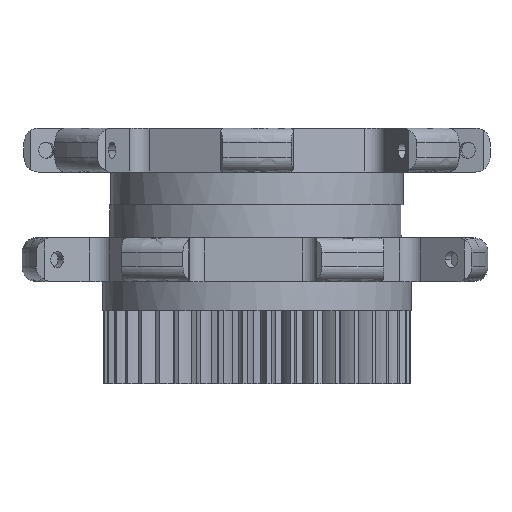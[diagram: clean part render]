
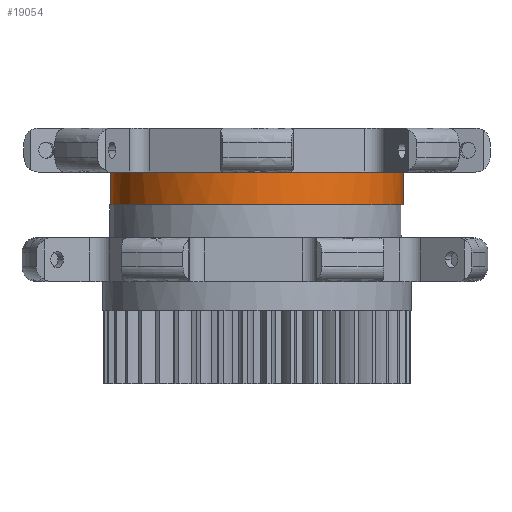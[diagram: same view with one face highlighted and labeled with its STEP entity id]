
A CAD part, front view. The second image highlights one B-rep face of the part: STEP entity #19054.
In plain terms, the highlighted cylindrical face has radius 20 mm (diameter 40 mm), a partial arc.
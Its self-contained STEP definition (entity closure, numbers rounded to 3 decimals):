
#276 = DIRECTION ( 'NONE',  ( 0., 0., 1. ) ) ;
#497 = LINE ( 'NONE', #2423, #8434 ) ;
#522 = ORIENTED_EDGE ( 'NONE', *, *, #10971, .T. ) ;
#797 = CARTESIAN_POINT ( 'NONE',  ( 0., 0., 0. ) ) ;
#1856 = ORIENTED_EDGE ( 'NONE', *, *, #5380, .T. ) ;
#2011 = FACE_OUTER_BOUND ( 'NONE', #6258, .T. ) ;
#2348 = CIRCLE ( 'NONE', #13613, 20. ) ;
#2423 = CARTESIAN_POINT ( 'NONE',  ( 20., 0., -4.5 ) ) ;
#2735 = EDGE_CURVE ( 'NONE', #12805, #11849, #11446, .T. ) ;
#3010 = ORIENTED_EDGE ( 'NONE', *, *, #6847, .F. ) ;
#3547 = CARTESIAN_POINT ( 'NONE',  ( -19.499, -4.45, 0. ) ) ;
#3810 = AXIS2_PLACEMENT_3D ( 'NONE', #12935, #21560, #19740 ) ;
#3834 = CARTESIAN_POINT ( 'NONE',  ( 0., 0., 0. ) ) ;
#3985 = AXIS2_PLACEMENT_3D ( 'NONE', #19507, #13952, #14071 ) ;
#4074 = DIRECTION ( 'NONE',  ( -1., 0., 0. ) ) ;
#4100 = ORIENTED_EDGE ( 'NONE', *, *, #2735, .T. ) ;
#4680 = AXIS2_PLACEMENT_3D ( 'NONE', #797, #7731, #6250 ) ;
#5102 = CARTESIAN_POINT ( 'NONE',  ( 0., 0., -4.5 ) ) ;
#5380 = EDGE_CURVE ( 'NONE', #9104, #9723, #14442, .T. ) ;
#6094 = ORIENTED_EDGE ( 'NONE', *, *, #10392, .F. ) ;
#6250 = DIRECTION ( 'NONE',  ( -1., 0., 0. ) ) ;
#6258 = EDGE_LOOP ( 'NONE', ( #6094, #3010, #17515, #1856, #10612, #4100, #7411, #522 ) ) ;
#6847 = EDGE_CURVE ( 'NONE', #11847, #8147, #10017, .T. ) ;
#7014 = EDGE_CURVE ( 'NONE', #11849, #20992, #2348, .T. ) ;
#7102 = LINE ( 'NONE', #15851, #15247 ) ;
#7411 = ORIENTED_EDGE ( 'NONE', *, *, #7014, .T. ) ;
#7429 = CARTESIAN_POINT ( 'NONE',  ( -8.678, -18.019, 0. ) ) ;
#7619 = CARTESIAN_POINT ( 'NONE',  ( 19.499, -4.45, 0. ) ) ;
#7731 = DIRECTION ( 'NONE',  ( 0., 0., -1. ) ) ;
#8056 = CARTESIAN_POINT ( 'NONE',  ( 0., 0., 0. ) ) ;
#8147 = VERTEX_POINT ( 'NONE', #15224 ) ;
#8434 = VECTOR ( 'NONE', #276, 1000. ) ;
#8986 = DIRECTION ( 'NONE',  ( 0., 0., -1. ) ) ;
#9104 = VERTEX_POINT ( 'NONE', #17327 ) ;
#9723 = VERTEX_POINT ( 'NONE', #7619 ) ;
#10017 = CIRCLE ( 'NONE', #15823, 20. ) ;
#10392 = EDGE_CURVE ( 'NONE', #8147, #12132, #7102, .T. ) ;
#10612 = ORIENTED_EDGE ( 'NONE', *, *, #17047, .T. ) ;
#10781 = DIRECTION ( 'NONE',  ( -1., 0., 0. ) ) ;
#10971 = EDGE_CURVE ( 'NONE', #20992, #12132, #13039, .T. ) ;
#11446 = CIRCLE ( 'NONE', #3810, 20. ) ;
#11780 = CARTESIAN_POINT ( 'NONE',  ( 8.678, -18.019, 0. ) ) ;
#11847 = VERTEX_POINT ( 'NONE', #14361 ) ;
#11849 = VERTEX_POINT ( 'NONE', #7429 ) ;
#11912 = EDGE_CURVE ( 'NONE', #11847, #9104, #497, .T. ) ;
#12132 = VERTEX_POINT ( 'NONE', #19003 ) ;
#12720 = CARTESIAN_POINT ( 'NONE',  ( 0., 0., 0. ) ) ;
#12805 = VERTEX_POINT ( 'NONE', #11780 ) ;
#12935 = CARTESIAN_POINT ( 'NONE',  ( 0., 0., 0. ) ) ;
#13039 = CIRCLE ( 'NONE', #4680, 20. ) ;
#13613 = AXIS2_PLACEMENT_3D ( 'NONE', #3834, #14627, #10781 ) ;
#13952 = DIRECTION ( 'NONE',  ( 0., 0., 1. ) ) ;
#14071 = DIRECTION ( 'NONE',  ( 1., 0., 0. ) ) ;
#14249 = DIRECTION ( 'NONE',  ( 0., 0., 1. ) ) ;
#14361 = CARTESIAN_POINT ( 'NONE',  ( 20., 0., -4.5 ) ) ;
#14442 = CIRCLE ( 'NONE', #15181, 20. ) ;
#14627 = DIRECTION ( 'NONE',  ( 0., 0., -1. ) ) ;
#14981 = DIRECTION ( 'NONE',  ( 0., 0., -1. ) ) ;
#15181 = AXIS2_PLACEMENT_3D ( 'NONE', #12720, #8986, #4074 ) ;
#15224 = CARTESIAN_POINT ( 'NONE',  ( -20., 0., -4.5 ) ) ;
#15247 = VECTOR ( 'NONE', #14249, 1000. ) ;
#15823 = AXIS2_PLACEMENT_3D ( 'NONE', #5102, #18964, #17155 ) ;
#15851 = CARTESIAN_POINT ( 'NONE',  ( -20., 0., -4.5 ) ) ;
#17047 = EDGE_CURVE ( 'NONE', #9723, #12805, #18179, .T. ) ;
#17113 = AXIS2_PLACEMENT_3D ( 'NONE', #8056, #14981, #21905 ) ;
#17155 = DIRECTION ( 'NONE',  ( -1., 0., 0. ) ) ;
#17327 = CARTESIAN_POINT ( 'NONE',  ( 20., 0., 0. ) ) ;
#17515 = ORIENTED_EDGE ( 'NONE', *, *, #11912, .T. ) ;
#17698 = CYLINDRICAL_SURFACE ( 'NONE', #3985, 20. ) ;
#18179 = CIRCLE ( 'NONE', #17113, 20. ) ;
#18964 = DIRECTION ( 'NONE',  ( 0., 0., -1. ) ) ;
#19003 = CARTESIAN_POINT ( 'NONE',  ( -20., 0., 0. ) ) ;
#19054 = ADVANCED_FACE ( 'NONE', ( #2011 ), #17698, .T. ) ;
#19507 = CARTESIAN_POINT ( 'NONE',  ( 0., 0., -4.5 ) ) ;
#19740 = DIRECTION ( 'NONE',  ( -1., 0., 0. ) ) ;
#20992 = VERTEX_POINT ( 'NONE', #3547 ) ;
#21560 = DIRECTION ( 'NONE',  ( 0., 0., -1. ) ) ;
#21905 = DIRECTION ( 'NONE',  ( -1., 0., 0. ) ) ;
